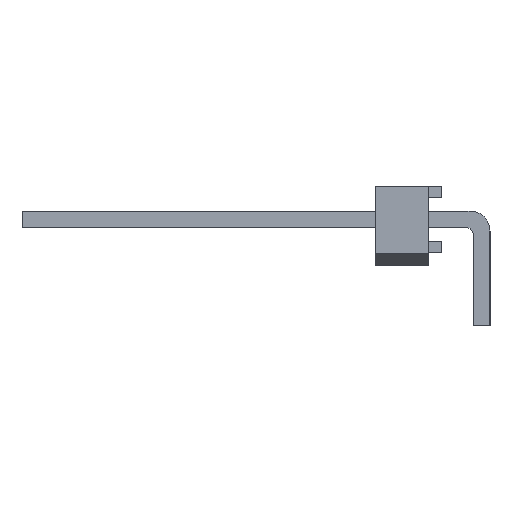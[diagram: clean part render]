
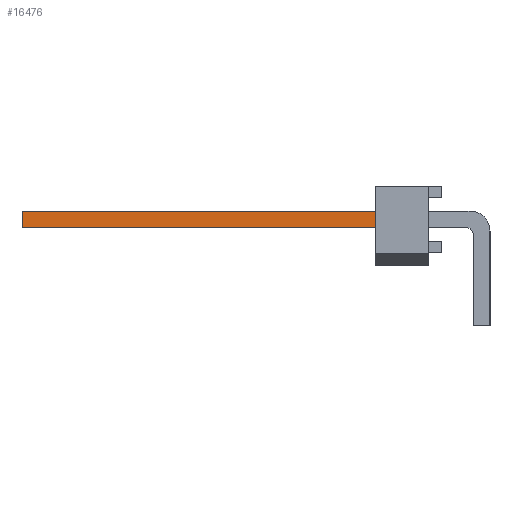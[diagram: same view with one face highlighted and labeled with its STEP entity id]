
A CAD part, left-side view. The second image highlights one B-rep face of the part: STEP entity #16476.
In plain terms, the highlighted face is planar.
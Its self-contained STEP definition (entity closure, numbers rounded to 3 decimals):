
#15769 = VERTEX_POINT('',#15770);
#15770 = CARTESIAN_POINT('',(13.018,17.526,-0.318));
#15776 = EDGE_CURVE('',#15777,#15769,#15779,.T.);
#15777 = VERTEX_POINT('',#15778);
#15778 = CARTESIAN_POINT('',(13.018,2.921,-0.318));
#15779 = LINE('',#15780,#15781);
#15780 = CARTESIAN_POINT('',(13.018,0.445,-0.318));
#15781 = VECTOR('',#15782,1.);
#15782 = DIRECTION('',(0.,1.,0.));
#16209 = VERTEX_POINT('',#16210);
#16210 = CARTESIAN_POINT('',(13.018,2.921,0.318));
#16216 = EDGE_CURVE('',#16217,#16209,#16219,.T.);
#16217 = VERTEX_POINT('',#16218);
#16218 = CARTESIAN_POINT('',(13.018,17.526,0.318));
#16219 = LINE('',#16220,#16221);
#16220 = CARTESIAN_POINT('',(13.018,17.526,0.318));
#16221 = VECTOR('',#16222,1.);
#16222 = DIRECTION('',(0.,-1.,0.));
#16465 = EDGE_CURVE('',#15769,#16217,#16466,.T.);
#16466 = LINE('',#16467,#16468);
#16467 = CARTESIAN_POINT('',(13.018,17.526,-0.318));
#16468 = VECTOR('',#16469,1.);
#16469 = DIRECTION('',(0.,0.,1.));
#16476 = ADVANCED_FACE('',(#16477),#16488,.T.);
#16477 = FACE_BOUND('',#16478,.T.);
#16478 = EDGE_LOOP('',(#16479,#16480,#16486,#16487));
#16479 = ORIENTED_EDGE('',*,*,#16216,.T.);
#16480 = ORIENTED_EDGE('',*,*,#16481,.T.);
#16481 = EDGE_CURVE('',#16209,#15777,#16482,.T.);
#16482 = LINE('',#16483,#16484);
#16483 = CARTESIAN_POINT('',(13.018,2.921,0.445));
#16484 = VECTOR('',#16485,1.);
#16485 = DIRECTION('',(0.,0.,-1.));
#16486 = ORIENTED_EDGE('',*,*,#15776,.T.);
#16487 = ORIENTED_EDGE('',*,*,#16465,.T.);
#16488 = PLANE('',#16489);
#16489 = AXIS2_PLACEMENT_3D('',#16490,#16491,#16492);
#16490 = CARTESIAN_POINT('',(13.018,0.445,0.445));
#16491 = DIRECTION('',(1.,0.,0.));
#16492 = DIRECTION('',(0.,0.,-1.));
